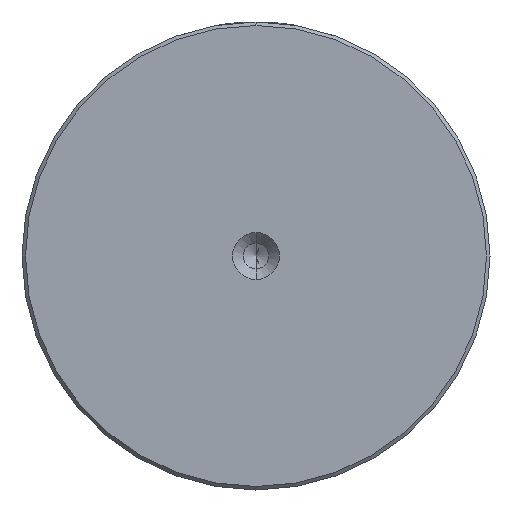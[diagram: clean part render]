
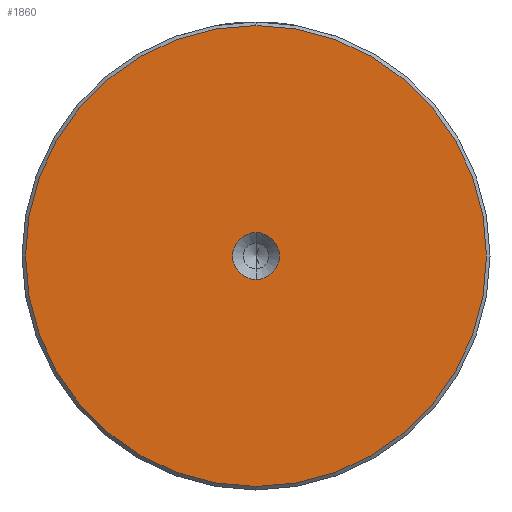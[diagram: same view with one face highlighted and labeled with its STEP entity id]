
A CAD part, left-side view. The second image highlights one B-rep face of the part: STEP entity #1860.
In plain terms, the highlighted planar face has unit normal (-1, 0, 0).
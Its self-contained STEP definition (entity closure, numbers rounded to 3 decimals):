
#1 = FACE_OUTER_BOUND ( 'NONE', #1705, .T. ) ;
#6 = AXIS2_PLACEMENT_3D ( 'NONE', #2098, #957, #2292 ) ;
#13 = EDGE_LOOP ( 'NONE', ( #2185, #1161 ) ) ;
#79 = ORIENTED_EDGE ( 'NONE', *, *, #1118, .T. ) ;
#292 = VERTEX_POINT ( 'NONE', #985 ) ;
#338 = CARTESIAN_POINT ( 'NONE',  ( 0., 0., 0. ) ) ;
#370 = EDGE_CURVE ( 'NONE', #292, #1610, #2236, .T. ) ;
#392 = CIRCLE ( 'NONE', #1630, 32.5 ) ;
#401 = PLANE ( 'NONE',  #877 ) ;
#477 = EDGE_CURVE ( 'NONE', #1590, #522, #1611, .T. ) ;
#522 = VERTEX_POINT ( 'NONE', #557 ) ;
#541 = DIRECTION ( 'NONE',  ( 0., 0., 1. ) ) ;
#547 = FACE_BOUND ( 'NONE', #13, .T. ) ;
#557 = CARTESIAN_POINT ( 'NONE',  ( 0., 0., -3.3 ) ) ;
#877 = AXIS2_PLACEMENT_3D ( 'NONE', #1943, #2527, #1376 ) ;
#957 = DIRECTION ( 'NONE',  ( -1., 0., 0. ) ) ;
#985 = CARTESIAN_POINT ( 'NONE',  ( 0., 0., 32.5 ) ) ;
#1096 = CARTESIAN_POINT ( 'NONE',  ( 0., 0., -32.5 ) ) ;
#1118 = EDGE_CURVE ( 'NONE', #1610, #292, #392, .T. ) ;
#1138 = DIRECTION ( 'NONE',  ( 0., 0., 1. ) ) ;
#1148 = DIRECTION ( 'NONE',  ( -1., 0., 0. ) ) ;
#1161 = ORIENTED_EDGE ( 'NONE', *, *, #1205, .F. ) ;
#1205 = EDGE_CURVE ( 'NONE', #522, #1590, #1861, .T. ) ;
#1262 = AXIS2_PLACEMENT_3D ( 'NONE', #1321, #1148, #1138 ) ;
#1287 = CARTESIAN_POINT ( 'NONE',  ( 0., 0., 3.3 ) ) ;
#1321 = CARTESIAN_POINT ( 'NONE',  ( 0., 0., 0. ) ) ;
#1376 = DIRECTION ( 'NONE',  ( 0., 0., 1. ) ) ;
#1590 = VERTEX_POINT ( 'NONE', #1287 ) ;
#1610 = VERTEX_POINT ( 'NONE', #1096 ) ;
#1611 = CIRCLE ( 'NONE', #2411, 3.3 ) ;
#1630 = AXIS2_PLACEMENT_3D ( 'NONE', #338, #1698, #541 ) ;
#1698 = DIRECTION ( 'NONE',  ( -1., 0., 0. ) ) ;
#1705 = EDGE_LOOP ( 'NONE', ( #79, #2430 ) ) ;
#1860 = ADVANCED_FACE ( 'NONE', ( #1, #547 ), #401, .T. ) ;
#1861 = CIRCLE ( 'NONE', #6, 3.3 ) ;
#1943 = CARTESIAN_POINT ( 'NONE',  ( 0., 0., 0. ) ) ;
#2093 = DIRECTION ( 'NONE',  ( 0., 0., 1. ) ) ;
#2098 = CARTESIAN_POINT ( 'NONE',  ( 0., 0., 0. ) ) ;
#2185 = ORIENTED_EDGE ( 'NONE', *, *, #477, .F. ) ;
#2236 = CIRCLE ( 'NONE', #1262, 32.5 ) ;
#2248 = DIRECTION ( 'NONE',  ( -1., 0., 0. ) ) ;
#2265 = CARTESIAN_POINT ( 'NONE',  ( 0., 0., 0. ) ) ;
#2292 = DIRECTION ( 'NONE',  ( 0., 0., 1. ) ) ;
#2411 = AXIS2_PLACEMENT_3D ( 'NONE', #2265, #2248, #2093 ) ;
#2430 = ORIENTED_EDGE ( 'NONE', *, *, #370, .T. ) ;
#2527 = DIRECTION ( 'NONE',  ( -1., 0., 0. ) ) ;
